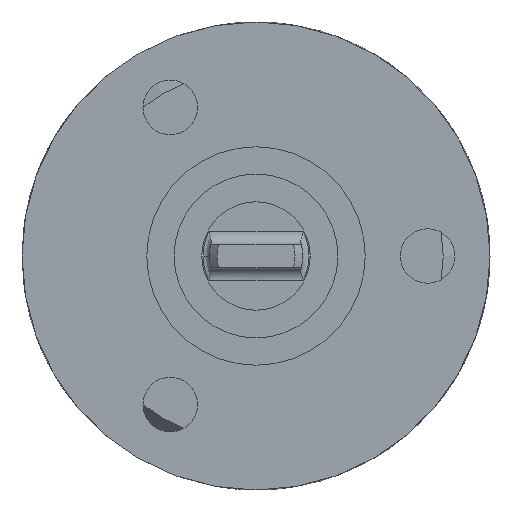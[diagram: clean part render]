
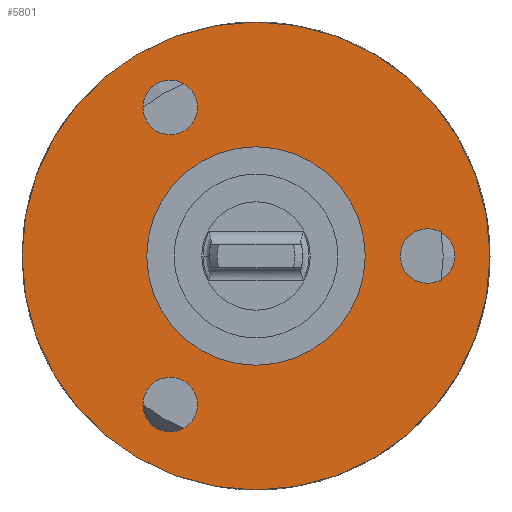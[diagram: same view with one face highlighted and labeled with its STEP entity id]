
A CAD part, left-side view. The second image highlights one B-rep face of the part: STEP entity #5801.
In plain terms, the highlighted planar face has unit normal (-1, 0, 0).
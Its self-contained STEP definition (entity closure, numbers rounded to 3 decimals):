
#7 = DIRECTION ( 'NONE',  ( 0., 1., 0. ) ) ;
#251 = PLANE ( 'NONE',  #5558 ) ;
#281 = EDGE_CURVE ( 'NONE', #2170, #3574, #9774, .T. ) ;
#471 = DIRECTION ( 'NONE',  ( 1., 0., 0. ) ) ;
#518 = ORIENTED_EDGE ( 'NONE', *, *, #4810, .F. ) ;
#680 = AXIS2_PLACEMENT_3D ( 'NONE', #2322, #7826, #3256 ) ;
#823 = AXIS2_PLACEMENT_3D ( 'NONE', #8048, #3589, #7 ) ;
#1050 = EDGE_CURVE ( 'NONE', #10936, #10634, #7686, .T. ) ;
#1136 = CARTESIAN_POINT ( 'NONE',  ( -44.5, 0., -15. ) ) ;
#1171 = DIRECTION ( 'NONE',  ( 0., -1., 0. ) ) ;
#1210 = DIRECTION ( 'NONE',  ( 1., 0., 0. ) ) ;
#1249 = FACE_BOUND ( 'NONE', #2995, .T. ) ;
#1394 = ORIENTED_EDGE ( 'NONE', *, *, #10561, .F. ) ;
#1440 = CARTESIAN_POINT ( 'NONE',  ( -44.5, 5.5, 9.526 ) ) ;
#1483 = EDGE_CURVE ( 'NONE', #10634, #10936, #5247, .T. ) ;
#1500 = ORIENTED_EDGE ( 'NONE', *, *, #10718, .T. ) ;
#1596 = CARTESIAN_POINT ( 'NONE',  ( -44.5, -7., 0. ) ) ;
#1794 = CIRCLE ( 'NONE', #2179, 1.75 ) ;
#1906 = DIRECTION ( 'NONE',  ( 1., 0., 0. ) ) ;
#2170 = VERTEX_POINT ( 'NONE', #2458 ) ;
#2179 = AXIS2_PLACEMENT_3D ( 'NONE', #4785, #5719, #7472 ) ;
#2303 = CARTESIAN_POINT ( 'NONE',  ( -44.5, 0., 0. ) ) ;
#2322 = CARTESIAN_POINT ( 'NONE',  ( -44.5, -11., 0. ) ) ;
#2360 = ORIENTED_EDGE ( 'NONE', *, *, #3039, .F. ) ;
#2391 = CARTESIAN_POINT ( 'NONE',  ( -44.5, -15., 0. ) ) ;
#2458 = CARTESIAN_POINT ( 'NONE',  ( -44.5, 15., 0. ) ) ;
#2743 = EDGE_CURVE ( 'NONE', #7710, #2842, #6072, .T. ) ;
#2842 = VERTEX_POINT ( 'NONE', #5822 ) ;
#2905 = EDGE_LOOP ( 'NONE', ( #5450, #2360 ) ) ;
#2995 = EDGE_LOOP ( 'NONE', ( #4399, #5070 ) ) ;
#3039 = EDGE_CURVE ( 'NONE', #3574, #2170, #9255, .T. ) ;
#3105 = EDGE_LOOP ( 'NONE', ( #1500, #6344 ) ) ;
#3128 = FACE_BOUND ( 'NONE', #7801, .T. ) ;
#3256 = DIRECTION ( 'NONE',  ( 0., -1., 0. ) ) ;
#3470 = DIRECTION ( 'NONE',  ( 0., -1., 0. ) ) ;
#3574 = VERTEX_POINT ( 'NONE', #2391 ) ;
#3589 = DIRECTION ( 'NONE',  ( 1., 0., 0. ) ) ;
#3673 = CIRCLE ( 'NONE', #8739, 7. ) ;
#4045 = EDGE_LOOP ( 'NONE', ( #1394, #518 ) ) ;
#4050 = DIRECTION ( 'NONE',  ( 0., 1., 0. ) ) ;
#4064 = CARTESIAN_POINT ( 'NONE',  ( -44.5, 7.25, -9.526 ) ) ;
#4399 = ORIENTED_EDGE ( 'NONE', *, *, #6511, .T. ) ;
#4775 = DIRECTION ( 'NONE',  ( -1., 0., 0. ) ) ;
#4785 = CARTESIAN_POINT ( 'NONE',  ( -44.5, 5.5, -9.526 ) ) ;
#4810 = EDGE_CURVE ( 'NONE', #8524, #10329, #3673, .T. ) ;
#4873 = AXIS2_PLACEMENT_3D ( 'NONE', #9203, #9959, #1171 ) ;
#4874 = AXIS2_PLACEMENT_3D ( 'NONE', #1440, #1210, #6725 ) ;
#4994 = CARTESIAN_POINT ( 'NONE',  ( -44.5, 5.5, 9.526 ) ) ;
#5070 = ORIENTED_EDGE ( 'NONE', *, *, #2743, .T. ) ;
#5247 = CIRCLE ( 'NONE', #4874, 1.75 ) ;
#5446 = CARTESIAN_POINT ( 'NONE',  ( -44.5, 3.75, 9.526 ) ) ;
#5450 = ORIENTED_EDGE ( 'NONE', *, *, #281, .F. ) ;
#5550 = EDGE_CURVE ( 'NONE', #8188, #9609, #8742, .T. ) ;
#5558 = AXIS2_PLACEMENT_3D ( 'NONE', #1136, #9343, #5818 ) ;
#5719 = DIRECTION ( 'NONE',  ( 1., 0., 0. ) ) ;
#5801 = ADVANCED_FACE ( 'NONE', ( #9398, #9281, #9169, #3128, #1249 ), #251, .F. ) ;
#5815 = CIRCLE ( 'NONE', #10308, 7. ) ;
#5818 = DIRECTION ( 'NONE',  ( 0., 1., 0. ) ) ;
#5822 = CARTESIAN_POINT ( 'NONE',  ( -44.5, 3.75, -9.526 ) ) ;
#5938 = CARTESIAN_POINT ( 'NONE',  ( -44.5, 7., 0. ) ) ;
#6072 = CIRCLE ( 'NONE', #10751, 1.75 ) ;
#6106 = CARTESIAN_POINT ( 'NONE',  ( -44.5, 0., 0. ) ) ;
#6344 = ORIENTED_EDGE ( 'NONE', *, *, #5550, .T. ) ;
#6511 = EDGE_CURVE ( 'NONE', #2842, #7710, #1794, .T. ) ;
#6725 = DIRECTION ( 'NONE',  ( 0., -1., 0. ) ) ;
#7174 = CARTESIAN_POINT ( 'NONE',  ( -44.5, -12.75, 0. ) ) ;
#7257 = CARTESIAN_POINT ( 'NONE',  ( -44.5, 7.25, 9.526 ) ) ;
#7472 = DIRECTION ( 'NONE',  ( 0., -1., 0. ) ) ;
#7686 = CIRCLE ( 'NONE', #9005, 1.75 ) ;
#7710 = VERTEX_POINT ( 'NONE', #4064 ) ;
#7801 = EDGE_LOOP ( 'NONE', ( #8512, #10733 ) ) ;
#7826 = DIRECTION ( 'NONE',  ( 1., 0., 0. ) ) ;
#8048 = CARTESIAN_POINT ( 'NONE',  ( -44.5, 0., 0. ) ) ;
#8188 = VERTEX_POINT ( 'NONE', #10469 ) ;
#8512 = ORIENTED_EDGE ( 'NONE', *, *, #1483, .T. ) ;
#8524 = VERTEX_POINT ( 'NONE', #1596 ) ;
#8585 = DIRECTION ( 'NONE',  ( 1., 0., 0. ) ) ;
#8739 = AXIS2_PLACEMENT_3D ( 'NONE', #9843, #10664, #9956 ) ;
#8742 = CIRCLE ( 'NONE', #680, 1.75 ) ;
#9005 = AXIS2_PLACEMENT_3D ( 'NONE', #4994, #8585, #3470 ) ;
#9169 = FACE_OUTER_BOUND ( 'NONE', #2905, .T. ) ;
#9203 = CARTESIAN_POINT ( 'NONE',  ( -44.5, -11., 0. ) ) ;
#9255 = CIRCLE ( 'NONE', #823, 15. ) ;
#9281 = FACE_BOUND ( 'NONE', #4045, .T. ) ;
#9343 = DIRECTION ( 'NONE',  ( 1., 0., 0. ) ) ;
#9398 = FACE_BOUND ( 'NONE', #3105, .T. ) ;
#9609 = VERTEX_POINT ( 'NONE', #7174 ) ;
#9774 = CIRCLE ( 'NONE', #10326, 15. ) ;
#9843 = CARTESIAN_POINT ( 'NONE',  ( -44.5, 0., 0. ) ) ;
#9875 = DIRECTION ( 'NONE',  ( 0., -1., 0. ) ) ;
#9935 = CIRCLE ( 'NONE', #4873, 1.75 ) ;
#9956 = DIRECTION ( 'NONE',  ( 0., 1., 0. ) ) ;
#9959 = DIRECTION ( 'NONE',  ( 1., 0., 0. ) ) ;
#10157 = DIRECTION ( 'NONE',  ( 0., 1., 0. ) ) ;
#10308 = AXIS2_PLACEMENT_3D ( 'NONE', #6106, #4775, #10157 ) ;
#10326 = AXIS2_PLACEMENT_3D ( 'NONE', #2303, #471, #4050 ) ;
#10329 = VERTEX_POINT ( 'NONE', #5938 ) ;
#10469 = CARTESIAN_POINT ( 'NONE',  ( -44.5, -9.25, 0. ) ) ;
#10561 = EDGE_CURVE ( 'NONE', #10329, #8524, #5815, .T. ) ;
#10634 = VERTEX_POINT ( 'NONE', #5446 ) ;
#10664 = DIRECTION ( 'NONE',  ( -1., 0., 0. ) ) ;
#10718 = EDGE_CURVE ( 'NONE', #9609, #8188, #9935, .T. ) ;
#10733 = ORIENTED_EDGE ( 'NONE', *, *, #1050, .T. ) ;
#10751 = AXIS2_PLACEMENT_3D ( 'NONE', #10754, #1906, #9875 ) ;
#10754 = CARTESIAN_POINT ( 'NONE',  ( -44.5, 5.5, -9.526 ) ) ;
#10936 = VERTEX_POINT ( 'NONE', #7257 ) ;
